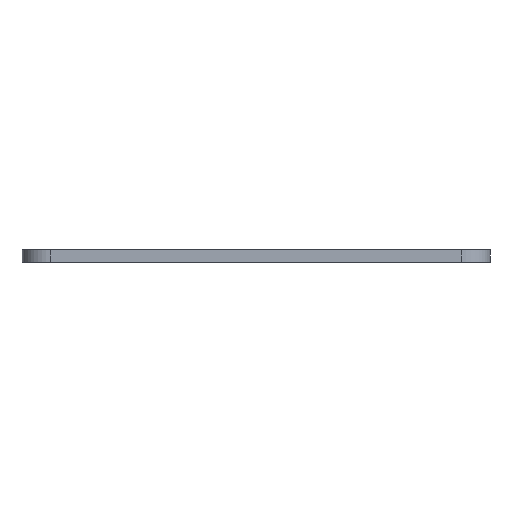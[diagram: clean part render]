
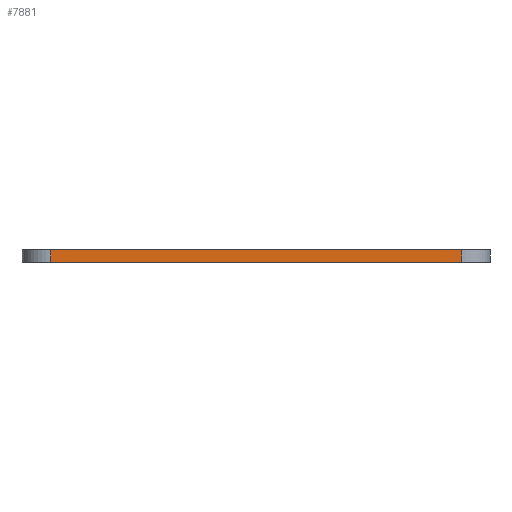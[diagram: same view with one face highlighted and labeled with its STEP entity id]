
A CAD part, front view. The second image highlights one B-rep face of the part: STEP entity #7881.
In plain terms, the highlighted planar face has unit normal (0, -1, 0).
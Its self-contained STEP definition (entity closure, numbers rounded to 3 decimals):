
#83 = PLANE('',#84);
#84 = AXIS2_PLACEMENT_3D('',#85,#86,#87);
#85 = CARTESIAN_POINT('',(-0.001,0.001,1.6));
#86 = DIRECTION('',(-0.,-0.,-1.));
#87 = DIRECTION('',(-1.,0.,0.));
#137 = PLANE('',#138);
#138 = AXIS2_PLACEMENT_3D('',#139,#140,#141);
#139 = CARTESIAN_POINT('',(-0.001,0.001,0.));
#140 = DIRECTION('',(-0.,-0.,-1.));
#141 = DIRECTION('',(-1.,0.,0.));
#350 = VERTEX_POINT('',#351);
#351 = CARTESIAN_POINT('',(27.158,-35.633,0.));
#370 = CYLINDRICAL_SURFACE('',#371,3.726);
#371 = AXIS2_PLACEMENT_3D('',#372,#373,#374);
#372 = CARTESIAN_POINT('',(27.144,-31.906,0.));
#373 = DIRECTION('',(-0.,-0.,-1.));
#374 = DIRECTION('',(1.,0.,-0.));
#382 = EDGE_CURVE('',#350,#383,#385,.T.);
#383 = VERTEX_POINT('',#384);
#384 = CARTESIAN_POINT('',(-27.07,-35.641,0.));
#385 = SURFACE_CURVE('',#386,(#390,#397),.PCURVE_S1.);
#386 = LINE('',#387,#388);
#387 = CARTESIAN_POINT('',(27.158,-35.633,0.));
#388 = VECTOR('',#389,1.);
#389 = DIRECTION('',(-1.,0.,0.));
#390 = PCURVE('',#137,#391);
#391 = DEFINITIONAL_REPRESENTATION('',(#392),#396);
#392 = LINE('',#393,#394);
#393 = CARTESIAN_POINT('',(-27.159,-35.633));
#394 = VECTOR('',#395,1.);
#395 = DIRECTION('',(1.,0.));
#396 = ( GEOMETRIC_REPRESENTATION_CONTEXT(2) 
PARAMETRIC_REPRESENTATION_CONTEXT() REPRESENTATION_CONTEXT('2D SPACE',''
  ) );
#397 = PCURVE('',#398,#403);
#398 = PLANE('',#399);
#399 = AXIS2_PLACEMENT_3D('',#400,#401,#402);
#400 = CARTESIAN_POINT('',(27.158,-35.633,0.));
#401 = DIRECTION('',(0.,-1.,0.));
#402 = DIRECTION('',(-1.,0.,0.));
#403 = DEFINITIONAL_REPRESENTATION('',(#404),#408);
#404 = LINE('',#405,#406);
#405 = CARTESIAN_POINT('',(0.,0.));
#406 = VECTOR('',#407,1.);
#407 = DIRECTION('',(1.,0.));
#408 = ( GEOMETRIC_REPRESENTATION_CONTEXT(2) 
PARAMETRIC_REPRESENTATION_CONTEXT() REPRESENTATION_CONTEXT('2D SPACE',''
  ) );
#431 = CYLINDRICAL_SURFACE('',#432,3.726);
#432 = AXIS2_PLACEMENT_3D('',#433,#434,#435);
#433 = CARTESIAN_POINT('',(-27.126,-31.915,0.));
#434 = DIRECTION('',(-0.,-0.,-1.));
#435 = DIRECTION('',(1.,0.,-0.));
#4364 = VERTEX_POINT('',#4365);
#4365 = CARTESIAN_POINT('',(27.158,-35.633,1.6));
#4391 = EDGE_CURVE('',#4364,#4392,#4394,.T.);
#4392 = VERTEX_POINT('',#4393);
#4393 = CARTESIAN_POINT('',(-27.07,-35.641,1.6));
#4394 = SURFACE_CURVE('',#4395,(#4399,#4406),.PCURVE_S1.);
#4395 = LINE('',#4396,#4397);
#4396 = CARTESIAN_POINT('',(27.158,-35.633,1.6));
#4397 = VECTOR('',#4398,1.);
#4398 = DIRECTION('',(-1.,0.,0.));
#4399 = PCURVE('',#83,#4400);
#4400 = DEFINITIONAL_REPRESENTATION('',(#4401),#4405);
#4401 = LINE('',#4402,#4403);
#4402 = CARTESIAN_POINT('',(-27.159,-35.633));
#4403 = VECTOR('',#4404,1.);
#4404 = DIRECTION('',(1.,0.));
#4405 = ( GEOMETRIC_REPRESENTATION_CONTEXT(2) 
PARAMETRIC_REPRESENTATION_CONTEXT() REPRESENTATION_CONTEXT('2D SPACE',''
  ) );
#4406 = PCURVE('',#398,#4407);
#4407 = DEFINITIONAL_REPRESENTATION('',(#4408),#4412);
#4408 = LINE('',#4409,#4410);
#4409 = CARTESIAN_POINT('',(0.,-1.6));
#4410 = VECTOR('',#4411,1.);
#4411 = DIRECTION('',(1.,0.));
#4412 = ( GEOMETRIC_REPRESENTATION_CONTEXT(2) 
PARAMETRIC_REPRESENTATION_CONTEXT() REPRESENTATION_CONTEXT('2D SPACE',''
  ) );
#7833 = EDGE_CURVE('',#383,#4392,#7834,.T.);
#7834 = SURFACE_CURVE('',#7835,(#7839,#7846),.PCURVE_S1.);
#7835 = LINE('',#7836,#7837);
#7836 = CARTESIAN_POINT('',(-27.07,-35.641,0.));
#7837 = VECTOR('',#7838,1.);
#7838 = DIRECTION('',(0.,0.,1.));
#7839 = PCURVE('',#431,#7840);
#7840 = DEFINITIONAL_REPRESENTATION('',(#7841),#7845);
#7841 = LINE('',#7842,#7843);
#7842 = CARTESIAN_POINT('',(-4.727,0.));
#7843 = VECTOR('',#7844,1.);
#7844 = DIRECTION('',(-0.,-1.));
#7845 = ( GEOMETRIC_REPRESENTATION_CONTEXT(2) 
PARAMETRIC_REPRESENTATION_CONTEXT() REPRESENTATION_CONTEXT('2D SPACE',''
  ) );
#7846 = PCURVE('',#398,#7847);
#7847 = DEFINITIONAL_REPRESENTATION('',(#7848),#7852);
#7848 = LINE('',#7849,#7850);
#7849 = CARTESIAN_POINT('',(54.228,0.));
#7850 = VECTOR('',#7851,1.);
#7851 = DIRECTION('',(0.,-1.));
#7852 = ( GEOMETRIC_REPRESENTATION_CONTEXT(2) 
PARAMETRIC_REPRESENTATION_CONTEXT() REPRESENTATION_CONTEXT('2D SPACE',''
  ) );
#7858 = EDGE_CURVE('',#350,#4364,#7859,.T.);
#7859 = SURFACE_CURVE('',#7860,(#7864,#7871),.PCURVE_S1.);
#7860 = LINE('',#7861,#7862);
#7861 = CARTESIAN_POINT('',(27.158,-35.633,0.));
#7862 = VECTOR('',#7863,1.);
#7863 = DIRECTION('',(0.,0.,1.));
#7864 = PCURVE('',#370,#7865);
#7865 = DEFINITIONAL_REPRESENTATION('',(#7866),#7870);
#7866 = LINE('',#7867,#7868);
#7867 = CARTESIAN_POINT('',(-4.716,0.));
#7868 = VECTOR('',#7869,1.);
#7869 = DIRECTION('',(-0.,-1.));
#7870 = ( GEOMETRIC_REPRESENTATION_CONTEXT(2) 
PARAMETRIC_REPRESENTATION_CONTEXT() REPRESENTATION_CONTEXT('2D SPACE',''
  ) );
#7871 = PCURVE('',#398,#7872);
#7872 = DEFINITIONAL_REPRESENTATION('',(#7873),#7877);
#7873 = LINE('',#7874,#7875);
#7874 = CARTESIAN_POINT('',(0.,0.));
#7875 = VECTOR('',#7876,1.);
#7876 = DIRECTION('',(0.,-1.));
#7877 = ( GEOMETRIC_REPRESENTATION_CONTEXT(2) 
PARAMETRIC_REPRESENTATION_CONTEXT() REPRESENTATION_CONTEXT('2D SPACE',''
  ) );
#7881 = ADVANCED_FACE('',(#7882),#398,.T.);
#7882 = FACE_BOUND('',#7883,.T.);
#7883 = EDGE_LOOP('',(#7884,#7885,#7886,#7887));
#7884 = ORIENTED_EDGE('',*,*,#7858,.T.);
#7885 = ORIENTED_EDGE('',*,*,#4391,.T.);
#7886 = ORIENTED_EDGE('',*,*,#7833,.F.);
#7887 = ORIENTED_EDGE('',*,*,#382,.F.);
